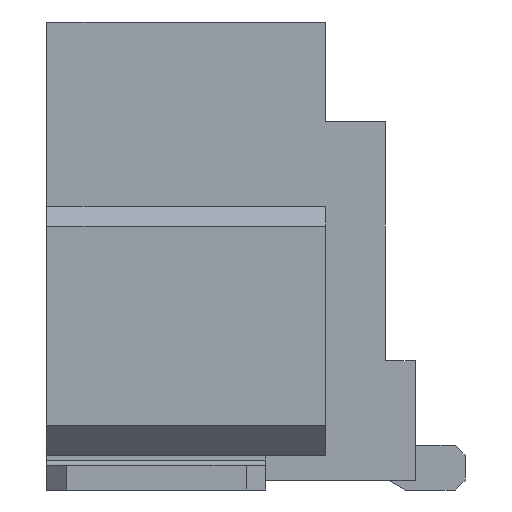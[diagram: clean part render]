
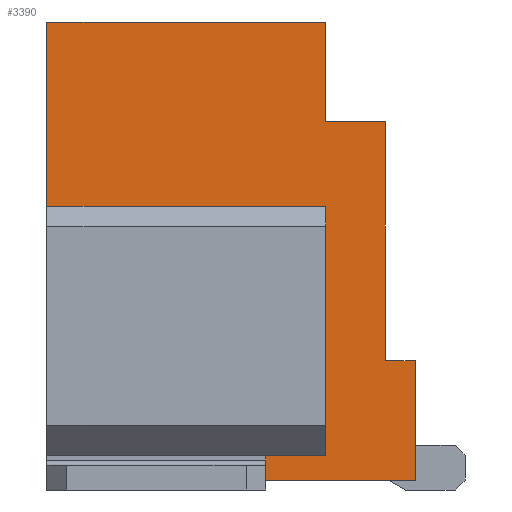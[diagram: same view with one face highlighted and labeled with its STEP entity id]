
A CAD part, left-side view. The second image highlights one B-rep face of the part: STEP entity #3390.
In plain terms, the highlighted planar face has unit normal (-1, 0, 0).
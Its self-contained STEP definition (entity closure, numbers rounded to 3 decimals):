
#161=DIRECTION('',(0.,-1.,0.));
#162=VECTOR('',#161,2.8);
#163=CARTESIAN_POINT('',(-2.75,1.85,2.3));
#164=LINE('',#163,#162);
#465=DIRECTION('',(0.,0.,-1.));
#466=VECTOR('',#465,1.);
#467=CARTESIAN_POINT('',(-2.75,-0.95,2.3));
#468=LINE('',#467,#466);
#469=DIRECTION('',(0.,-1.,0.));
#470=VECTOR('',#469,0.6);
#471=CARTESIAN_POINT('',(-2.75,-0.95,1.3));
#472=LINE('',#471,#470);
#473=DIRECTION('',(0.,0.,-1.));
#474=VECTOR('',#473,2.4);
#475=CARTESIAN_POINT('',(-2.75,-1.55,1.3));
#476=LINE('',#475,#474);
#477=DIRECTION('',(0.,1.,0.));
#478=VECTOR('',#477,0.3);
#479=CARTESIAN_POINT('',(-2.75,-1.85,-1.1));
#480=LINE('',#479,#478);
#481=DIRECTION('',(0.,0.,1.));
#482=VECTOR('',#481,0.25);
#483=CARTESIAN_POINT('',(-2.75,1.85,-2.3));
#484=LINE('',#483,#482);
#485=DIRECTION('',(0.,-1.,0.));
#486=VECTOR('',#485,2.8);
#487=CARTESIAN_POINT('',(-2.75,1.85,-2.05));
#488=LINE('',#487,#486);
#489=DIRECTION('',(0.,0.,-1.));
#490=VECTOR('',#489,2.5);
#491=CARTESIAN_POINT('',(-2.75,-0.95,0.45));
#492=LINE('',#491,#490);
#493=DIRECTION('',(0.,-1.,0.));
#494=VECTOR('',#493,2.8);
#495=CARTESIAN_POINT('',(-2.75,1.85,0.45));
#496=LINE('',#495,#494);
#497=DIRECTION('',(0.,0.,1.));
#498=VECTOR('',#497,1.85);
#499=CARTESIAN_POINT('',(-2.75,1.85,0.45));
#500=LINE('',#499,#498);
#1303=DIRECTION('',(0.,-1.,0.));
#1304=VECTOR('',#1303,3.7);
#1305=CARTESIAN_POINT('',(-2.75,1.85,-2.3));
#1306=LINE('',#1305,#1304);
#1355=DIRECTION('',(0.,0.,1.));
#1356=VECTOR('',#1355,1.2);
#1357=CARTESIAN_POINT('',(-2.75,-1.85,-2.3));
#1358=LINE('',#1357,#1356);
#2203=CARTESIAN_POINT('',(-2.75,1.85,-2.3));
#2204=CARTESIAN_POINT('',(-2.75,-1.85,-2.3));
#2205=VERTEX_POINT('',#2203);
#2206=VERTEX_POINT('',#2204);
#2243=CARTESIAN_POINT('',(-2.75,-0.95,0.45));
#2244=CARTESIAN_POINT('',(-2.75,-0.95,-2.05));
#2245=VERTEX_POINT('',#2243);
#2246=VERTEX_POINT('',#2244);
#2247=CARTESIAN_POINT('',(-2.75,1.85,0.45));
#2248=VERTEX_POINT('',#2247);
#2255=CARTESIAN_POINT('',(-2.75,1.85,2.3));
#2256=VERTEX_POINT('',#2255);
#2291=CARTESIAN_POINT('',(-2.75,-1.85,-1.1));
#2292=CARTESIAN_POINT('',(-2.75,-1.55,-1.1));
#2293=VERTEX_POINT('',#2291);
#2294=VERTEX_POINT('',#2292);
#2300=CARTESIAN_POINT('',(-2.75,-1.55,1.3));
#2302=VERTEX_POINT('',#2300);
#2421=CARTESIAN_POINT('',(-2.75,-0.95,2.3));
#2422=CARTESIAN_POINT('',(-2.75,-0.95,1.3));
#2423=VERTEX_POINT('',#2421);
#2424=VERTEX_POINT('',#2422);
#2643=CARTESIAN_POINT('',(-2.75,1.85,-2.05));
#2644=VERTEX_POINT('',#2643);
#3363=CARTESIAN_POINT('',(-2.75,1.85,-2.3));
#3364=DIRECTION('',(-1.,0.,0.));
#3365=DIRECTION('',(0.,-1.,0.));
#3366=AXIS2_PLACEMENT_3D('',#3363,#3364,#3365);
#3367=PLANE('',#3366);
#3369=ORIENTED_EDGE('',*,*,#3368,.T.);
#3371=ORIENTED_EDGE('',*,*,#3370,.T.);
#3373=ORIENTED_EDGE('',*,*,#3372,.T.);
#3374=ORIENTED_EDGE('',*,*,#2967,.F.);
#3376=ORIENTED_EDGE('',*,*,#3375,.F.);
#3378=ORIENTED_EDGE('',*,*,#3377,.F.);
#3379=ORIENTED_EDGE('',*,*,#3249,.T.);
#3381=ORIENTED_EDGE('',*,*,#3380,.T.);
#3383=ORIENTED_EDGE('',*,*,#3382,.F.);
#3385=ORIENTED_EDGE('',*,*,#3384,.F.);
#3386=ORIENTED_EDGE('',*,*,#3227,.T.);
#3387=ORIENTED_EDGE('',*,*,#3087,.T.);
#3388=EDGE_LOOP('',(#3369,#3371,#3373,#3374,#3376,#3378,#3379,#3381,#3383,#3385,
#3386,#3387));
#3389=FACE_OUTER_BOUND('',#3388,.F.);
#3390=ADVANCED_FACE('',(#3389),#3367,.T.);
#2967=EDGE_CURVE('',#2293,#2294,#480,.T.);
#3087=EDGE_CURVE('',#2256,#2423,#164,.T.);
#3227=EDGE_CURVE('',#2248,#2256,#500,.T.);
#3249=EDGE_CURVE('',#2205,#2644,#484,.T.);
#3368=EDGE_CURVE('',#2423,#2424,#468,.T.);
#3370=EDGE_CURVE('',#2424,#2302,#472,.T.);
#3372=EDGE_CURVE('',#2302,#2294,#476,.T.);
#3375=EDGE_CURVE('',#2206,#2293,#1358,.T.);
#3377=EDGE_CURVE('',#2205,#2206,#1306,.T.);
#3380=EDGE_CURVE('',#2644,#2246,#488,.T.);
#3382=EDGE_CURVE('',#2245,#2246,#492,.T.);
#3384=EDGE_CURVE('',#2248,#2245,#496,.T.);
